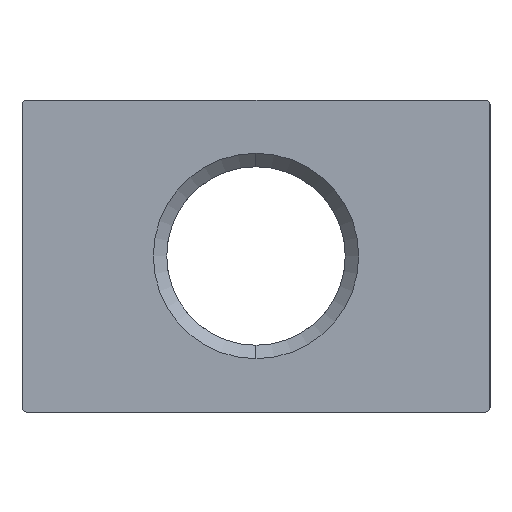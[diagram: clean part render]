
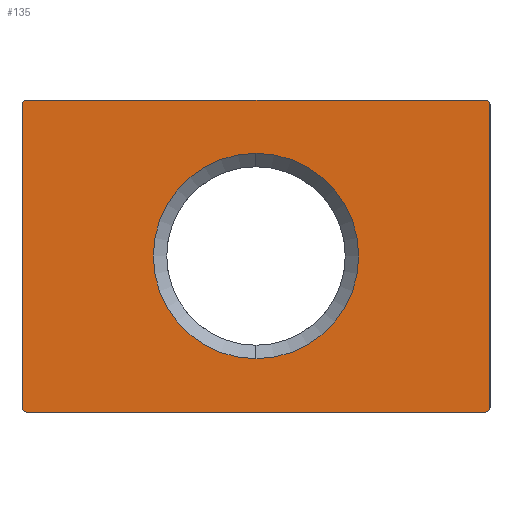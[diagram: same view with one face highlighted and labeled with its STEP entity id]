
A CAD part, left-side view. The second image highlights one B-rep face of the part: STEP entity #135.
In plain terms, the highlighted planar face has unit normal (-1, 0, 0).
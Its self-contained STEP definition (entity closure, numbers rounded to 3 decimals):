
#135=ADVANCED_FACE('',(#317,#318),#319,.T.);
#317=FACE_OUTER_BOUND('',#555,.T.);
#318=FACE_BOUND('',#556,.T.);
#319=PLANE('',#557);
#555=EDGE_LOOP('',(#925,#926,#927,#928,#929,#930,#931,#932));
#556=EDGE_LOOP('',(#933,#934));
#557=AXIS2_PLACEMENT_3D('',#935,#936,#937);
#925=ORIENTED_EDGE('',*,*,#1530,.T.);
#926=ORIENTED_EDGE('',*,*,#1531,.F.);
#927=ORIENTED_EDGE('',*,*,#1516,.T.);
#928=ORIENTED_EDGE('',*,*,#1532,.T.);
#929=ORIENTED_EDGE('',*,*,#1533,.T.);
#930=ORIENTED_EDGE('',*,*,#1534,.T.);
#931=ORIENTED_EDGE('',*,*,#1535,.T.);
#932=ORIENTED_EDGE('',*,*,#1470,.F.);
#933=ORIENTED_EDGE('',*,*,#1536,.T.);
#934=ORIENTED_EDGE('',*,*,#1413,.T.);
#935=CARTESIAN_POINT('',(0.0,30.0,-10.0));
#936=DIRECTION('',(-1.0,0.0,0.0));
#937=DIRECTION('',(0.0,0.0,1.0));
#1413=EDGE_CURVE('',#1697,#1694,#1698,.T.);
#1470=EDGE_CURVE('',#1797,#1799,#1800,.T.);
#1516=EDGE_CURVE('',#1875,#1873,#1876,.T.);
#1530=EDGE_CURVE('',#1797,#1893,#1894,.T.);
#1531=EDGE_CURVE('',#1875,#1893,#1895,.T.);
#1532=EDGE_CURVE('',#1873,#1896,#1897,.T.);
#1533=EDGE_CURVE('',#1896,#1898,#1899,.T.);
#1534=EDGE_CURVE('',#1898,#1900,#1901,.T.);
#1535=EDGE_CURVE('',#1900,#1799,#1902,.T.);
#1536=EDGE_CURVE('',#1694,#1697,#1903,.T.);
#1694=VERTEX_POINT('',#2137);
#1697=VERTEX_POINT('',#2141);
#1698=CIRCLE('',#2142,6.582);
#1797=VERTEX_POINT('',#2471);
#1799=VERTEX_POINT('',#2474);
#1800=LINE('',#2475,#2476);
#1873=VERTEX_POINT('',#2563);
#1875=VERTEX_POINT('',#2566);
#1876=CIRCLE('',#2567,0.3);
#1893=VERTEX_POINT('',#2589);
#1894=CIRCLE('',#2590,0.3);
#1895=LINE('',#2591,#2592);
#1896=VERTEX_POINT('',#2593);
#1897=LINE('',#2594,#2595);
#1898=VERTEX_POINT('',#2596);
#1899=CIRCLE('',#2597,0.3);
#1900=VERTEX_POINT('',#2598);
#1901=LINE('',#2599,#2600);
#1902=CIRCLE('',#2601,0.3);
#1903=CIRCLE('',#2602,6.582);
#2137=CARTESIAN_POINT('',(0.0,15.0,-6.582));
#2141=CARTESIAN_POINT('',(0.0,15.0,6.582));
#2142=AXIS2_PLACEMENT_3D('',#3033,#3034,#3035);
#2471=CARTESIAN_POINT('',(0.0,29.7,10.0));
#2474=CARTESIAN_POINT('',(0.0,0.3,10.0));
#2475=CARTESIAN_POINT('',(0.0,29.7,10.0));
#2476=VECTOR('',#3118,29.4);
#2563=CARTESIAN_POINT('',(0.0,29.7,-10.0));
#2566=CARTESIAN_POINT('',(0.0,30.0,-9.7));
#2567=AXIS2_PLACEMENT_3D('',#3200,#3201,#3202);
#2589=CARTESIAN_POINT('',(0.0,30.0,9.7));
#2590=AXIS2_PLACEMENT_3D('',#3220,#3221,#3222);
#2591=CARTESIAN_POINT('',(0.0,30.0,-9.7));
#2592=VECTOR('',#3223,19.4);
#2593=CARTESIAN_POINT('',(0.0,0.3,-10.0));
#2594=CARTESIAN_POINT('',(0.0,29.7,-10.0));
#2595=VECTOR('',#3224,29.4);
#2596=CARTESIAN_POINT('',(0.0,0.0,-9.7));
#2597=AXIS2_PLACEMENT_3D('',#3225,#3226,#3227);
#2598=CARTESIAN_POINT('',(0.0,0.0,9.7));
#2599=CARTESIAN_POINT('',(0.0,0.0,-9.7));
#2600=VECTOR('',#3228,19.4);
#2601=AXIS2_PLACEMENT_3D('',#3229,#3230,#3231);
#2602=AXIS2_PLACEMENT_3D('',#3232,#3233,#3234);
#3033=CARTESIAN_POINT('',(0.0,15.0,0.0));
#3034=DIRECTION('',(1.0,0.0,0.0));
#3035=DIRECTION('',(0.0,0.0,-1.0));
#3118=DIRECTION('',(0.0,-1.0,0.0));
#3200=CARTESIAN_POINT('',(0.0,29.7,-9.7));
#3201=DIRECTION('',(-1.0,0.0,0.0));
#3202=DIRECTION('',(0.0,1.0,0.));
#3220=CARTESIAN_POINT('',(0.0,29.7,9.7));
#3221=DIRECTION('',(-1.0,0.0,0.0));
#3222=DIRECTION('',(0.0,0.0,1.0));
#3223=DIRECTION('',(0.0,0.0,1.0));
#3224=DIRECTION('',(0.0,-1.0,0.0));
#3225=CARTESIAN_POINT('',(0.0,0.3,-9.7));
#3226=DIRECTION('',(-1.0,0.0,0.0));
#3227=DIRECTION('',(0.0,0.0,-1.0));
#3228=DIRECTION('',(0.0,0.0,1.0));
#3229=CARTESIAN_POINT('',(0.0,0.3,9.7));
#3230=DIRECTION('',(-1.0,0.0,0.0));
#3231=DIRECTION('',(0.0,-1.0,0.0));
#3232=CARTESIAN_POINT('',(0.0,15.0,0.0));
#3233=DIRECTION('',(1.0,0.0,0.0));
#3234=DIRECTION('',(0.0,0.0,-1.0));
